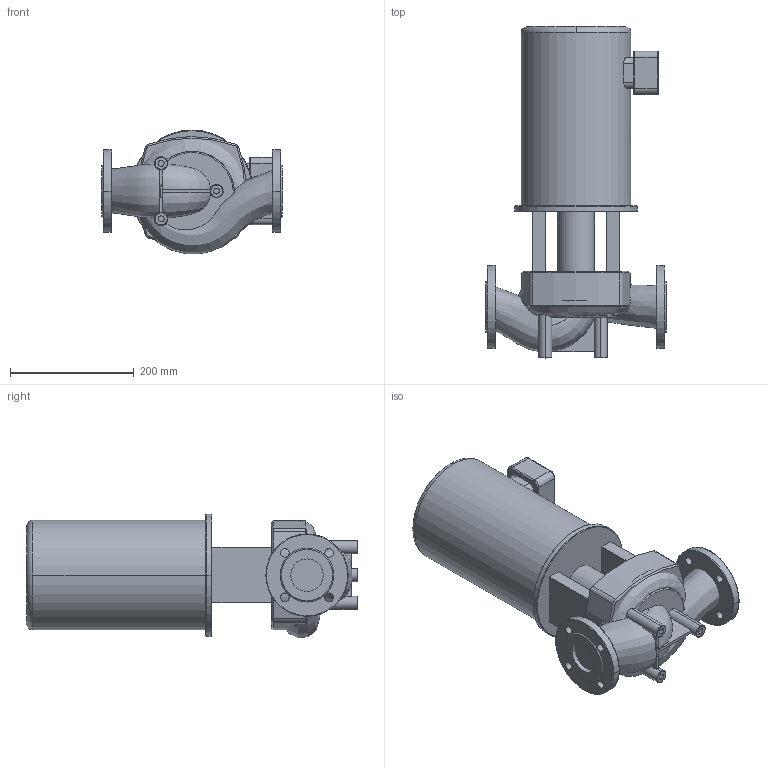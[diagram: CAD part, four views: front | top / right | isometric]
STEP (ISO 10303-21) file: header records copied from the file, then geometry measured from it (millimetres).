
FILE_DESCRIPTION((''),'2;1');
FILE_NAME('3d_IPL2-40_140-2 208-230_460_TEFC-2705039.stp','2009-12-21T08:52:06',(''),(''),'Mechanical Desktop 2008','Mechanical Desktop 2008',', , ');
FILE_SCHEMA(('CONFIG_CONTROL_DESIGN'));
Length unit declared in the file: inch
Products named in the file (1): Product
Bounding box: 292.1 x 537.52 x 200.71 mm (x, y, z)
Volume: 12615685.7 mm3; surface area: 634293.9 mm2
Topology: 10 solids, 10 shells, 220 faces, 531 edges, 342 vertices
Faces by surface type: bspline 78, cylinder 55, plane 44, cone 22, torus 21
Entity records: 12465 total; most frequent: CARTESIAN_POINT 7317, ORIENTED_EDGE 1062, DIRECTION 1005, EDGE_CURVE 531, AXIS2_PLACEMENT_3D 375, VERTEX_POINT 342, EDGE_LOOP 255, VECTOR 255
